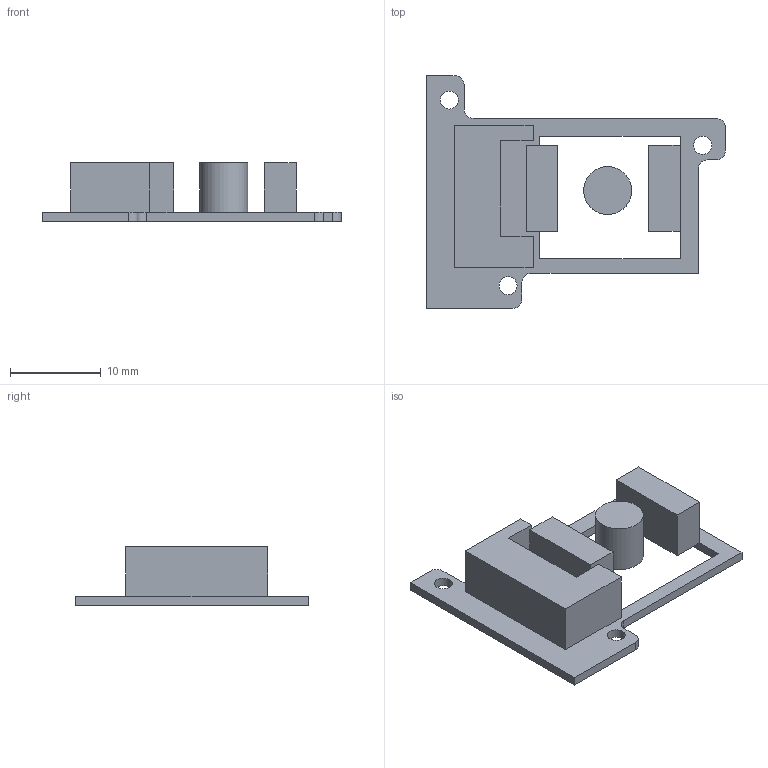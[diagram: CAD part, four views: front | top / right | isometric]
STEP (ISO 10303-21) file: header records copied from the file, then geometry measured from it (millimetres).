
FILE_DESCRIPTION(/* description */ (''),/* implementation_level */ '2;1');
FILE_NAME(/* name */ '00_KES400.iam.step',/* time_stamp */ '2022-11-29T08:48:52+01:00',/* author */ ('diederichbenedict'),/* organization */ (''),/* preprocessor_version */ 'ST-DEVELOPER v18.1',/* originating_system */ 'Autodesk Inventor 2022',/* authorisation */ '');
FILE_SCHEMA (('AUTOMOTIVE_DESIGN { 1 0 10303 214 3 1 1 }'));
Length unit declared in the file: millimetre
Products named in the file (4): 00_KES400; 00_KES400_Bluray_Lens; 00_KES_Bluray_Magnet; 00_KES400_Lens
Assembly tree (3 placements, depth 2):
  00_KES400
    00_KES400_Bluray_Lens
    00_KES_Bluray_Magnet
    00_KES400_Lens
Bounding box: 33 x 25.7 x 6.5 mm (x, y, z)
Volume: 1396.3 mm3; surface area: 1985.7 mm2
Topology: 5 solids, 5 shells, 51 faces, 123 edges, 82 vertices
Faces by surface type: plane 40, cylinder 11
Full cylindrical faces by diameter (mm): 2 x3, 5.297 x1
Entity records: 1654 total; most frequent: CARTESIAN_POINT 263, DIRECTION 261, ORIENTED_EDGE 246, EDGE_CURVE 123, LINE 101, VECTOR 101, VERTEX_POINT 82, AXIS2_PLACEMENT_3D 80
